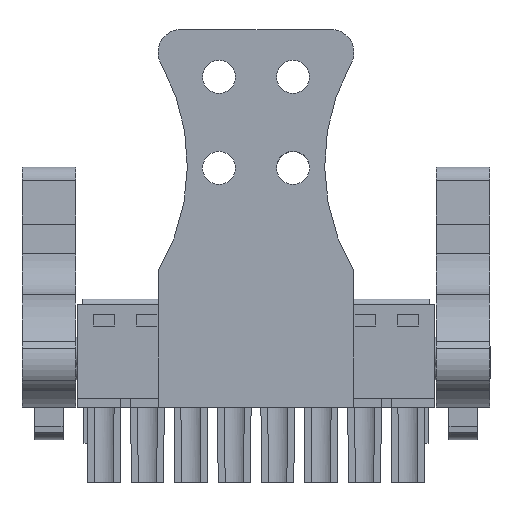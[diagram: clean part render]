
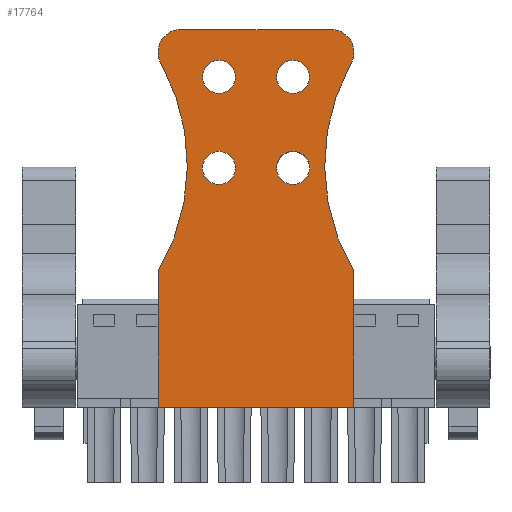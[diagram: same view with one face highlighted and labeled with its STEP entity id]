
A CAD part, front view. The second image highlights one B-rep face of the part: STEP entity #17764.
In plain terms, the highlighted planar face has unit normal (0, -1, 0).
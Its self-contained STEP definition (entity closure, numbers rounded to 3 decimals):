
#17424=AXIS2_PLACEMENT_3D('Circle Axis2P3D',#17422,#17423,$) ;
#17448=AXIS2_PLACEMENT_3D('Circle Axis2P3D',#17446,#17447,$) ;
#17496=AXIS2_PLACEMENT_3D('Circle Axis2P3D',#17494,#17495,$) ;
#17520=AXIS2_PLACEMENT_3D('Circle Axis2P3D',#17518,#17519,$) ;
#17544=AXIS2_PLACEMENT_3D('Circle Axis2P3D',#17542,#17543,$) ;
#17568=AXIS2_PLACEMENT_3D('Circle Axis2P3D',#17566,#17567,$) ;
#17592=AXIS2_PLACEMENT_3D('Circle Axis2P3D',#17590,#17591,$) ;
#17616=AXIS2_PLACEMENT_3D('Circle Axis2P3D',#17614,#17615,$) ;
#17640=AXIS2_PLACEMENT_3D('Circle Axis2P3D',#17638,#17639,$) ;
#17694=AXIS2_PLACEMENT_3D('Circle Axis2P3D',#17692,#17693,$) ;
#17718=AXIS2_PLACEMENT_3D('Circle Axis2P3D',#17716,#17717,$) ;
#17731=AXIS2_PLACEMENT_3D('Plane Axis2P3D',#17728,#17729,#17730) ;
#17297=CARTESIAN_POINT('Vertex',(29.095,0.,18.601)) ;
#17300=CARTESIAN_POINT('Line Origine',(29.095,0.,12.6)) ;
#17304=CARTESIAN_POINT('Vertex',(29.095,0.,6.6)) ;
#17386=CARTESIAN_POINT('Vertex',(11.975,0.,6.6)) ;
#17389=CARTESIAN_POINT('Line Origine',(11.975,0.,12.6)) ;
#17393=CARTESIAN_POINT('Vertex',(11.975,0.,18.601)) ;
#17422=CARTESIAN_POINT('Axis2P3D Location',(-3.68,0.,27.873)) ;
#17426=CARTESIAN_POINT('Vertex',(12.191,0.,36.772)) ;
#17446=CARTESIAN_POINT('Axis2P3D Location',(13.935,0.,37.75)) ;
#17450=CARTESIAN_POINT('Vertex',(13.935,0.,39.75)) ;
#17470=CARTESIAN_POINT('Line Origine',(20.535,0.,39.75)) ;
#17474=CARTESIAN_POINT('Vertex',(27.135,0.,39.75)) ;
#17494=CARTESIAN_POINT('Axis2P3D Location',(27.135,0.,37.75)) ;
#17498=CARTESIAN_POINT('Vertex',(28.879,0.,36.772)) ;
#17518=CARTESIAN_POINT('Axis2P3D Location',(44.75,0.,27.873)) ;
#17539=CARTESIAN_POINT('Vertex',(18.735,0.,27.6)) ;
#17542=CARTESIAN_POINT('Axis2P3D Location',(17.285,0.,27.6)) ;
#17546=CARTESIAN_POINT('Vertex',(15.835,0.,27.6)) ;
#17566=CARTESIAN_POINT('Axis2P3D Location',(17.285,0.,27.6)) ;
#17587=CARTESIAN_POINT('Vertex',(15.835,0.,35.6)) ;
#17590=CARTESIAN_POINT('Axis2P3D Location',(17.285,0.,35.6)) ;
#17594=CARTESIAN_POINT('Vertex',(18.735,0.,35.6)) ;
#17614=CARTESIAN_POINT('Axis2P3D Location',(17.285,0.,35.6)) ;
#17635=CARTESIAN_POINT('Vertex',(22.335,0.,27.6)) ;
#17638=CARTESIAN_POINT('Axis2P3D Location',(23.785,0.,27.6)) ;
#17642=CARTESIAN_POINT('Vertex',(25.235,0.,27.6)) ;
#17663=CARTESIAN_POINT('Control Point',(22.335,0.,27.6)) ;
#17664=CARTESIAN_POINT('Control Point',(22.335,0.,28.056)) ;
#17665=CARTESIAN_POINT('Control Point',(22.514,0.,28.511)) ;
#17666=CARTESIAN_POINT('Control Point',(22.874,0.,28.871)) ;
#17667=CARTESIAN_POINT('Control Point',(23.785,0.,29.229)) ;
#17668=CARTESIAN_POINT('Control Point',(24.696,0.,28.871)) ;
#17669=CARTESIAN_POINT('Control Point',(25.056,0.,28.511)) ;
#17670=CARTESIAN_POINT('Control Point',(25.235,0.,28.056)) ;
#17671=CARTESIAN_POINT('Control Point',(25.235,0.,27.6)) ;
#17689=CARTESIAN_POINT('Vertex',(22.335,0.,35.6)) ;
#17692=CARTESIAN_POINT('Axis2P3D Location',(23.785,0.,35.6)) ;
#17696=CARTESIAN_POINT('Vertex',(25.235,0.,35.6)) ;
#17716=CARTESIAN_POINT('Axis2P3D Location',(23.785,0.,35.6)) ;
#17728=CARTESIAN_POINT('Axis2P3D Location',(4.9,0.,-2.35)) ;
#17733=CARTESIAN_POINT('Line Origine',(20.535,0.,6.6)) ;
#17301=DIRECTION('Vector Direction',(0.,0.,-1.)) ;
#17390=DIRECTION('Vector Direction',(0.,0.,1.)) ;
#17423=DIRECTION('Axis2P3D Direction',(0.,1.,-0.)) ;
#17447=DIRECTION('Axis2P3D Direction',(0.,1.,0.)) ;
#17471=DIRECTION('Vector Direction',(-1.,0.,0.)) ;
#17495=DIRECTION('Axis2P3D Direction',(0.,1.,-0.)) ;
#17519=DIRECTION('Axis2P3D Direction',(0.,1.,0.)) ;
#17543=DIRECTION('Axis2P3D Direction',(0.,1.,0.)) ;
#17567=DIRECTION('Axis2P3D Direction',(0.,1.,0.)) ;
#17591=DIRECTION('Axis2P3D Direction',(0.,1.,-0.)) ;
#17615=DIRECTION('Axis2P3D Direction',(0.,1.,-0.)) ;
#17639=DIRECTION('Axis2P3D Direction',(0.,1.,0.)) ;
#17693=DIRECTION('Axis2P3D Direction',(0.,1.,0.)) ;
#17717=DIRECTION('Axis2P3D Direction',(0.,1.,-0.)) ;
#17729=DIRECTION('Axis2P3D Direction',(0.,1.,-0.)) ;
#17730=DIRECTION('Axis2P3D XDirection',(-1.,0.,0.)) ;
#17734=DIRECTION('Vector Direction',(1.,0.,0.)) ;
#17302=VECTOR('Line Direction',#17301,1.) ;
#17391=VECTOR('Line Direction',#17390,1.) ;
#17472=VECTOR('Line Direction',#17471,1.) ;
#17735=VECTOR('Line Direction',#17734,1.) ;
#17739=ORIENTED_EDGE('',*,*,#17522,.F.) ;
#17740=ORIENTED_EDGE('',*,*,#17500,.F.) ;
#17741=ORIENTED_EDGE('',*,*,#17476,.F.) ;
#17742=ORIENTED_EDGE('',*,*,#17452,.F.) ;
#17743=ORIENTED_EDGE('',*,*,#17428,.F.) ;
#17744=ORIENTED_EDGE('',*,*,#17395,.F.) ;
#17745=ORIENTED_EDGE('',*,*,#17737,.F.) ;
#17746=ORIENTED_EDGE('',*,*,#17306,.F.) ;
#17749=ORIENTED_EDGE('',*,*,#17570,.T.) ;
#17750=ORIENTED_EDGE('',*,*,#17548,.T.) ;
#17753=ORIENTED_EDGE('',*,*,#17618,.T.) ;
#17754=ORIENTED_EDGE('',*,*,#17596,.T.) ;
#17757=ORIENTED_EDGE('',*,*,#17672,.T.) ;
#17758=ORIENTED_EDGE('',*,*,#17644,.T.) ;
#17761=ORIENTED_EDGE('',*,*,#17720,.T.) ;
#17762=ORIENTED_EDGE('',*,*,#17698,.T.) ;
#17751=FACE_BOUND('',#17748,.T.) ;
#17755=FACE_BOUND('',#17752,.T.) ;
#17759=FACE_BOUND('',#17756,.T.) ;
#17763=FACE_BOUND('',#17760,.T.) ;
#17764=ADVANCED_FACE('Strain relief',(#17747,#17751,#17755,#17759,#17763),#17732,.F.) ;
#17662=B_SPLINE_CURVE_WITH_KNOTS('',5,(#17663,#17664,#17665,#17666,#17667,#17668,#17669,#17670,#17671),.UNSPECIFIED.,.F.,.U.,(6,3,6),(-2.278,0.,2.278),.UNSPECIFIED.) ;
#17425=CIRCLE('generated circle',#17424,18.195) ;
#17449=CIRCLE('generated circle',#17448,2.) ;
#17497=CIRCLE('generated circle',#17496,2.) ;
#17521=CIRCLE('generated circle',#17520,18.195) ;
#17545=CIRCLE('generated circle',#17544,1.45) ;
#17569=CIRCLE('generated circle',#17568,1.45) ;
#17593=CIRCLE('generated circle',#17592,1.45) ;
#17617=CIRCLE('generated circle',#17616,1.45) ;
#17641=CIRCLE('generated circle',#17640,1.45) ;
#17695=CIRCLE('generated circle',#17694,1.45) ;
#17719=CIRCLE('generated circle',#17718,1.45) ;
#17306=EDGE_CURVE('',#17298,#17305,#17303,.T.) ;
#17395=EDGE_CURVE('',#17387,#17394,#17392,.T.) ;
#17428=EDGE_CURVE('',#17394,#17427,#17425,.F.) ;
#17452=EDGE_CURVE('',#17427,#17451,#17449,.T.) ;
#17476=EDGE_CURVE('',#17451,#17475,#17473,.F.) ;
#17500=EDGE_CURVE('',#17475,#17499,#17497,.T.) ;
#17522=EDGE_CURVE('',#17499,#17298,#17521,.F.) ;
#17548=EDGE_CURVE('',#17547,#17540,#17545,.T.) ;
#17570=EDGE_CURVE('',#17540,#17547,#17569,.T.) ;
#17596=EDGE_CURVE('',#17595,#17588,#17593,.T.) ;
#17618=EDGE_CURVE('',#17588,#17595,#17617,.T.) ;
#17644=EDGE_CURVE('',#17643,#17636,#17641,.T.) ;
#17672=EDGE_CURVE('',#17636,#17643,#17662,.T.) ;
#17698=EDGE_CURVE('',#17697,#17690,#17695,.T.) ;
#17720=EDGE_CURVE('',#17690,#17697,#17719,.T.) ;
#17737=EDGE_CURVE('',#17305,#17387,#17736,.F.) ;
#17738=EDGE_LOOP('',(#17739,#17740,#17741,#17742,#17743,#17744,#17745,#17746)) ;
#17748=EDGE_LOOP('',(#17749,#17750)) ;
#17752=EDGE_LOOP('',(#17753,#17754)) ;
#17756=EDGE_LOOP('',(#17757,#17758)) ;
#17760=EDGE_LOOP('',(#17761,#17762)) ;
#17747=FACE_OUTER_BOUND('',#17738,.T.) ;
#17303=LINE('Line',#17300,#17302) ;
#17392=LINE('Line',#17389,#17391) ;
#17473=LINE('Line',#17470,#17472) ;
#17736=LINE('Line',#17733,#17735) ;
#17732=PLANE('',#17731) ;
#17298=VERTEX_POINT('',#17297) ;
#17305=VERTEX_POINT('',#17304) ;
#17387=VERTEX_POINT('',#17386) ;
#17394=VERTEX_POINT('',#17393) ;
#17427=VERTEX_POINT('',#17426) ;
#17451=VERTEX_POINT('',#17450) ;
#17475=VERTEX_POINT('',#17474) ;
#17499=VERTEX_POINT('',#17498) ;
#17540=VERTEX_POINT('',#17539) ;
#17547=VERTEX_POINT('',#17546) ;
#17588=VERTEX_POINT('',#17587) ;
#17595=VERTEX_POINT('',#17594) ;
#17636=VERTEX_POINT('',#17635) ;
#17643=VERTEX_POINT('',#17642) ;
#17690=VERTEX_POINT('',#17689) ;
#17697=VERTEX_POINT('',#17696) ;
